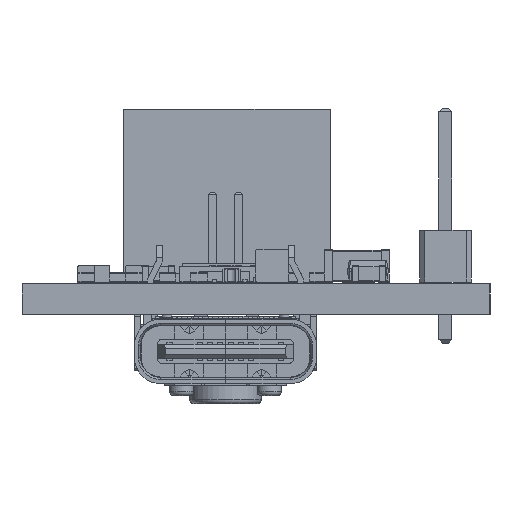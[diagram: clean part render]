
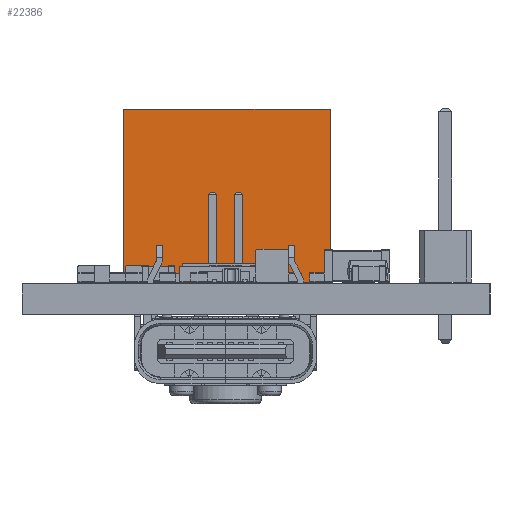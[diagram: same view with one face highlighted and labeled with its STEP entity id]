
A CAD part, left-side view. The second image highlights one B-rep face of the part: STEP entity #22386.
In plain terms, the highlighted planar face has unit normal (-1, 0, 0).
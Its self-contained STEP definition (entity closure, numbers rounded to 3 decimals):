
#21763 = VERTEX_POINT('',#21764);
#21764 = CARTESIAN_POINT('',(-1.27,-8.89,0.));
#21772 = EDGE_CURVE('',#21763,#21773,#21775,.T.);
#21773 = VERTEX_POINT('',#21774);
#21774 = CARTESIAN_POINT('',(-1.27,-8.89,8.5));
#21775 = LINE('',#21776,#21777);
#21776 = CARTESIAN_POINT('',(-1.27,-8.89,0.));
#21777 = VECTOR('',#21778,1.);
#21778 = DIRECTION('',(0.,0.,1.));
#21835 = VERTEX_POINT('',#21836);
#21836 = CARTESIAN_POINT('',(-1.27,1.27,8.5));
#21842 = EDGE_CURVE('',#21843,#21835,#21845,.T.);
#21843 = VERTEX_POINT('',#21844);
#21844 = CARTESIAN_POINT('',(-1.27,1.27,0.));
#21845 = LINE('',#21846,#21847);
#21846 = CARTESIAN_POINT('',(-1.27,1.27,0.));
#21847 = VECTOR('',#21848,1.);
#21848 = DIRECTION('',(0.,0.,1.));
#21907 = EDGE_CURVE('',#21835,#21773,#21908,.T.);
#21908 = LINE('',#21909,#21910);
#21909 = CARTESIAN_POINT('',(-1.27,1.27,8.5));
#21910 = VECTOR('',#21911,1.);
#21911 = DIRECTION('',(0.,-1.,0.));
#22066 = EDGE_CURVE('',#21843,#21763,#22067,.T.);
#22067 = LINE('',#22068,#22069);
#22068 = CARTESIAN_POINT('',(-1.27,1.27,0.));
#22069 = VECTOR('',#22070,1.);
#22070 = DIRECTION('',(0.,-1.,0.));
#22386 = ADVANCED_FACE('',(#22387),#22393,.F.);
#22387 = FACE_BOUND('',#22388,.F.);
#22388 = EDGE_LOOP('',(#22389,#22390,#22391,#22392));
#22389 = ORIENTED_EDGE('',*,*,#21842,.T.);
#22390 = ORIENTED_EDGE('',*,*,#21907,.T.);
#22391 = ORIENTED_EDGE('',*,*,#21772,.F.);
#22392 = ORIENTED_EDGE('',*,*,#22066,.F.);
#22393 = PLANE('',#22394);
#22394 = AXIS2_PLACEMENT_3D('',#22395,#22396,#22397);
#22395 = CARTESIAN_POINT('',(-1.27,1.27,0.));
#22396 = DIRECTION('',(1.,0.,0.));
#22397 = DIRECTION('',(0.,-1.,0.));
